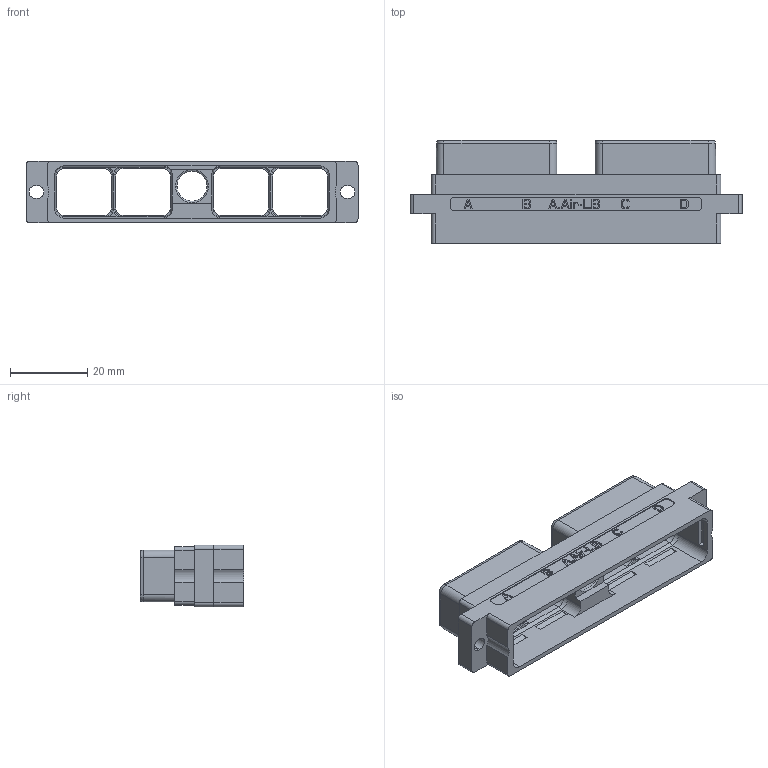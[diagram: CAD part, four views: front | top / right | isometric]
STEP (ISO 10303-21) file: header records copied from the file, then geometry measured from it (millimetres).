
FILE_DESCRIPTION((''),'2;1');
FILE_NAME('SIM2B81K','2019-09-11T',('presta_be4'),(''),'PRO/ENGINEER BY PARAMETRIC TECHNOLOGY CORPORATION, 2014310','PRO/ENGINEER BY PARAMETRIC TECHNOLOGY CORPORATION, 2014310','');
FILE_SCHEMA(('CONFIG_CONTROL_DESIGN'));
Length unit declared in the file: millimetre
Products named in the file (1): SIM2B81K
Bounding box: 85.89 x 26.69 x 15.93 mm (x, y, z)
Volume: 7494.7 mm3; surface area: 11436.8 mm2
Topology: 1 solids, 1 shells, 763 faces, 2074 edges, 1354 vertices
Faces by surface type: plane 625, cylinder 80, cone 28, torus 26, bspline 4
Entity records: 24732 total; most frequent: CARTESIAN_POINT 5300, ORIENTED_EDGE 4148, DIRECTION 3778, EDGE_CURVE 2074, VECTOR 1814, LINE 1814, VERTEX_POINT 1354, AXIS2_PLACEMENT_3D 982
